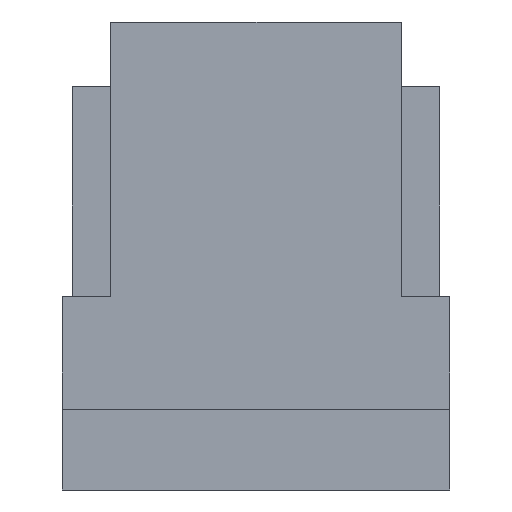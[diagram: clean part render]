
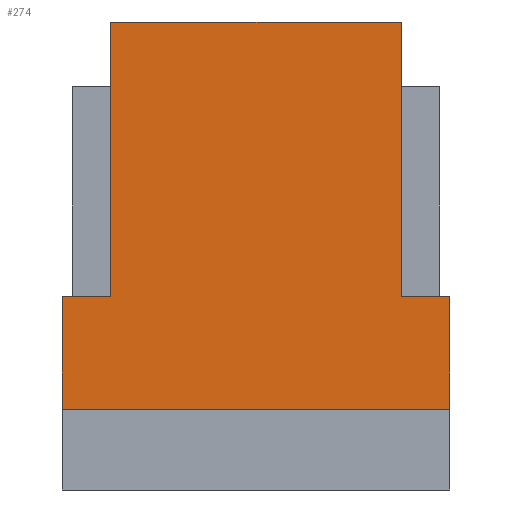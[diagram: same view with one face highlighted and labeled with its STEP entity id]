
A CAD part, front view. The second image highlights one B-rep face of the part: STEP entity #274.
In plain terms, the highlighted planar face has unit normal (0, -1, 0).
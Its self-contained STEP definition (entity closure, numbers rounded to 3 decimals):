
#69 = VERTEX_POINT ( 'NONE', #527 ) ;
#82 = VERTEX_POINT ( 'NONE', #516 ) ;
#218 = VERTEX_POINT ( 'NONE', #764 ) ;
#234 = EDGE_CURVE ( 'NONE', #69, #218, #740, .T. ) ;
#255 = ORIENTED_EDGE ( 'NONE', *, *, #309, .T. ) ;
#260 = EDGE_CURVE ( 'NONE', #302, #69, #814, .T. ) ;
#261 = ORIENTED_EDGE ( 'NONE', *, *, #234, .F. ) ;
#262 = ORIENTED_EDGE ( 'NONE', *, *, #260, .F. ) ;
#263 = EDGE_CURVE ( 'NONE', #218, #369, #810, .T. ) ;
#268 = ORIENTED_EDGE ( 'NONE', *, *, #376, .F. ) ;
#269 = ORIENTED_EDGE ( 'NONE', *, *, #263, .F. ) ;
#270 = ORIENTED_EDGE ( 'NONE', *, *, #314, .F. ) ;
#271 = ORIENTED_EDGE ( 'NONE', *, *, #272, .T. ) ;
#272 = EDGE_CURVE ( 'NONE', #306, #374, #796, .T. ) ;
#273 = EDGE_LOOP ( 'NONE', ( #276, #270, #271, #268, #269, #261, #262, #255 ) ) ;
#274 = ADVANCED_FACE ( 'NONE', ( #857 ), #856, .F. ) ;
#275 = EDGE_CURVE ( 'NONE', #292, #82, #851, .T. ) ;
#276 = ORIENTED_EDGE ( 'NONE', *, *, #275, .T. ) ;
#292 = VERTEX_POINT ( 'NONE', #829 ) ;
#302 = VERTEX_POINT ( 'NONE', #873 ) ;
#306 = VERTEX_POINT ( 'NONE', #865 ) ;
#309 = EDGE_CURVE ( 'NONE', #302, #292, #924, .T. ) ;
#314 = EDGE_CURVE ( 'NONE', #306, #82, #911, .T. ) ;
#369 = VERTEX_POINT ( 'NONE', #965 ) ;
#374 = VERTEX_POINT ( 'NONE', #955 ) ;
#376 = EDGE_CURVE ( 'NONE', #369, #374, #954, .T. ) ;
#516 = CARTESIAN_POINT ( 'NONE',  ( 1.2, 0.825, -0.875 ) ) ;
#527 = CARTESIAN_POINT ( 'NONE',  ( -1.2, 0.825, -0.875 ) ) ;
#737 = DIRECTION ( 'NONE',  ( 1., 0., 0. ) ) ;
#738 = VECTOR ( 'NONE', #737, 1000. ) ;
#739 = CARTESIAN_POINT ( 'NONE',  ( -0.9, 0.825, -0.875 ) ) ;
#740 = LINE ( 'NONE', #739, #738 ) ;
#764 = CARTESIAN_POINT ( 'NONE',  ( -0.9, 0.825, -0.875 ) ) ;
#796 = LINE ( 'NONE', #860, #859 ) ;
#807 = DIRECTION ( 'NONE',  ( 0., 0., 1. ) ) ;
#808 = VECTOR ( 'NONE', #807, 1000. ) ;
#809 = CARTESIAN_POINT ( 'NONE',  ( -0.9, 0.825, -2.16 ) ) ;
#810 = LINE ( 'NONE', #809, #808 ) ;
#811 = DIRECTION ( 'NONE',  ( 0., 0., 1. ) ) ;
#812 = VECTOR ( 'NONE', #811, 1000. ) ;
#813 = CARTESIAN_POINT ( 'NONE',  ( -1.2, 0.825, 0.825 ) ) ;
#814 = LINE ( 'NONE', #813, #812 ) ;
#829 = CARTESIAN_POINT ( 'NONE',  ( 1.2, 0.825, -1.575 ) ) ;
#848 = DIRECTION ( 'NONE',  ( 0., 0., 1. ) ) ;
#849 = VECTOR ( 'NONE', #848, 1000. ) ;
#850 = CARTESIAN_POINT ( 'NONE',  ( 1.2, 0.825, 0.825 ) ) ;
#851 = LINE ( 'NONE', #850, #849 ) ;
#852 = DIRECTION ( 'NONE',  ( 0., 0., -1. ) ) ;
#853 = DIRECTION ( 'NONE',  ( 0., 1., 0. ) ) ;
#854 = CARTESIAN_POINT ( 'NONE',  ( -1.2, 0.825, 0.825 ) ) ;
#855 = AXIS2_PLACEMENT_3D ( 'NONE', #854, #853, #852 ) ;
#856 = PLANE ( 'NONE',  #855 ) ;
#857 = FACE_OUTER_BOUND ( 'NONE', #273, .T. ) ;
#858 = DIRECTION ( 'NONE',  ( 0., 0., 1. ) ) ;
#859 = VECTOR ( 'NONE', #858, 1000. ) ;
#860 = CARTESIAN_POINT ( 'NONE',  ( 0.9, 0.825, -2.16 ) ) ;
#865 = CARTESIAN_POINT ( 'NONE',  ( 0.9, 0.825, -0.875 ) ) ;
#873 = CARTESIAN_POINT ( 'NONE',  ( -1.2, 0.825, -1.575 ) ) ;
#908 = DIRECTION ( 'NONE',  ( 1., 0., 0. ) ) ;
#909 = VECTOR ( 'NONE', #908, 1000. ) ;
#910 = CARTESIAN_POINT ( 'NONE',  ( 0.9, 0.825, -0.875 ) ) ;
#911 = LINE ( 'NONE', #910, #909 ) ;
#921 = DIRECTION ( 'NONE',  ( 1., 0., 0. ) ) ;
#922 = VECTOR ( 'NONE', #921, 1000. ) ;
#923 = CARTESIAN_POINT ( 'NONE',  ( -1.2, 0.825, -1.575 ) ) ;
#924 = LINE ( 'NONE', #923, #922 ) ;
#954 = LINE ( 'NONE', #1020, #1019 ) ;
#955 = CARTESIAN_POINT ( 'NONE',  ( 0.9, 0.825, 0.825 ) ) ;
#965 = CARTESIAN_POINT ( 'NONE',  ( -0.9, 0.825, 0.825 ) ) ;
#1018 = DIRECTION ( 'NONE',  ( 1., 0., 0. ) ) ;
#1019 = VECTOR ( 'NONE', #1018, 1000. ) ;
#1020 = CARTESIAN_POINT ( 'NONE',  ( -1.2, 0.825, 0.825 ) ) ;
